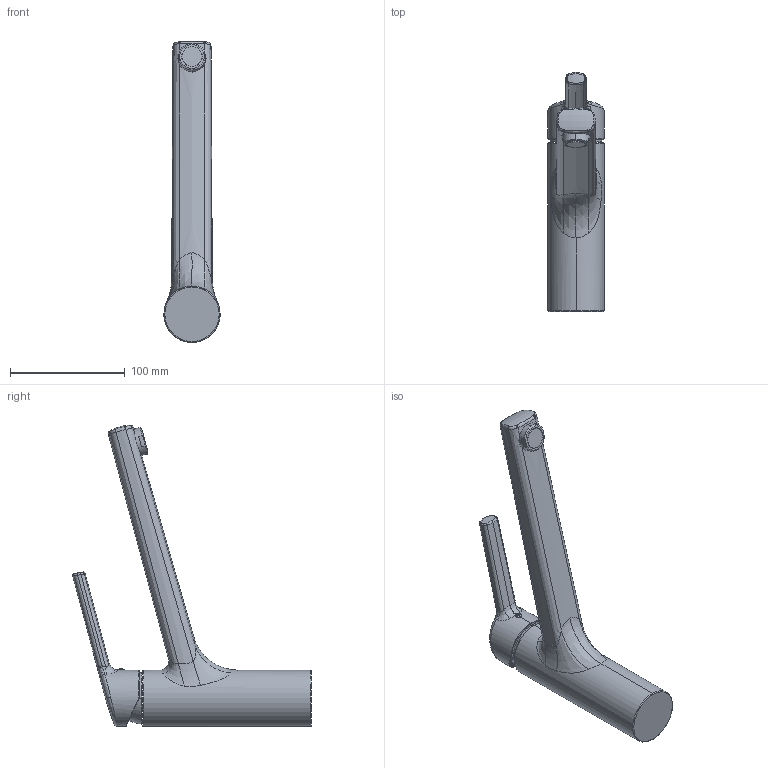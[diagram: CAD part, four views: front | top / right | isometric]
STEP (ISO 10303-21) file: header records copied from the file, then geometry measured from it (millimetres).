
FILE_DESCRIPTION(('STEP AP214'),'1');
FILE_NAME('KWC Luna E1 chrom.STP','2026-01-12T09:08:42',(' '),(' '),'Spatial InterOp 3D',' ',' ');
FILE_SCHEMA(('AUTOMOTIVE_DESIGN { 1 0 10303 214 1 1 1 1 }'));
Length unit declared in the file: millimetre
Products named in the file (4): ASSEM1; KWC Luna E1 chrom
Assembly tree (3 placements, depth 3):
  KWC Luna E1 chrom
    (unnamed)
      ASSEM1
      (unnamed)
Bounding box: 49 x 208.18 x 262.62 mm (x, y, z)
Volume: 524388 mm3; surface area: 62196.5 mm2
Topology: 2 solids, 3 shells, 184 faces, 436 edges, 262 vertices
Faces by surface type: bspline 84, cylinder 38, plane 27, torus 19, cone 14, sphere 2
Entity records: 12700 total; most frequent: CARTESIAN_POINT 9064, ORIENTED_EDGE 872, DIRECTION 538, EDGE_CURVE 436, VERTEX_POINT 262, B_SPLINE_CURVE_WITH_KNOTS 245, AXIS2_PLACEMENT_3D 242, EDGE_LOOP 194
